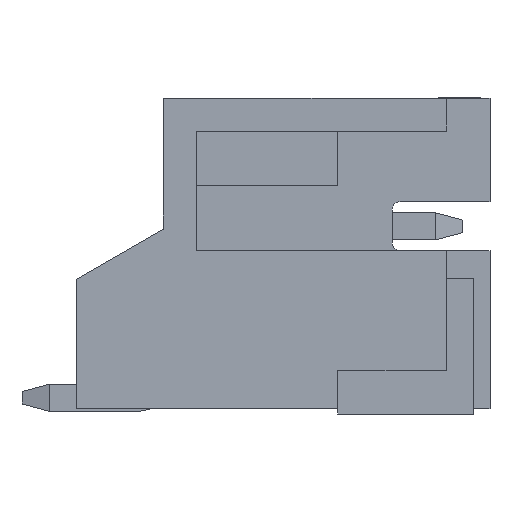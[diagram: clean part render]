
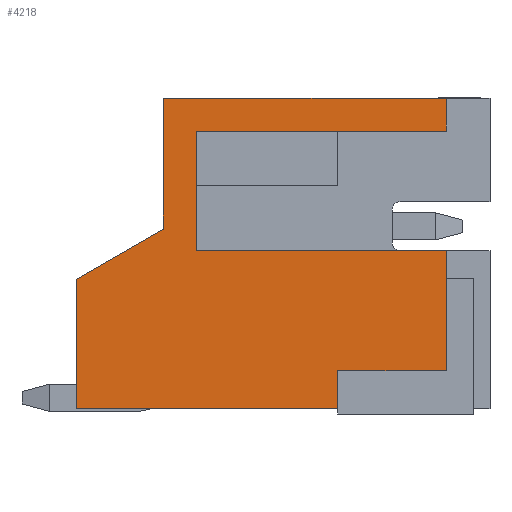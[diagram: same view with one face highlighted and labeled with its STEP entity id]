
A CAD part, left-side view. The second image highlights one B-rep face of the part: STEP entity #4218.
In plain terms, the highlighted planar face has unit normal (-1, 0, 0).
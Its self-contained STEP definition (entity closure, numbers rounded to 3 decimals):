
#51 = CARTESIAN_POINT ( 'NONE',  ( -3.95, 0., 0.45 ) ) ;
#98 = CARTESIAN_POINT ( 'NONE',  ( -3.95, -5.2, 0.05 ) ) ;
#422 = PLANE ( 'NONE',  #885 ) ;
#521 = ORIENTED_EDGE ( 'NONE', *, *, #16447, .F. ) ;
#582 = CARTESIAN_POINT ( 'NONE',  ( -3.95, -6., 2.85 ) ) ;
#789 = VERTEX_POINT ( 'NONE', #6663 ) ;
#885 = AXIS2_PLACEMENT_3D ( 'NONE', #10964, #16198, #4475 ) ;
#1447 = DIRECTION ( 'NONE',  ( 0., 0., 1. ) ) ;
#1992 = VERTEX_POINT ( 'NONE', #2602 ) ;
#2042 = ORIENTED_EDGE ( 'NONE', *, *, #6450, .T. ) ;
#2105 = VECTOR ( 'NONE', #6079, 1000. ) ;
#2127 = ORIENTED_EDGE ( 'NONE', *, *, #11737, .F. ) ;
#2356 = LINE ( 'NONE', #4817, #9076 ) ;
#2602 = CARTESIAN_POINT ( 'NONE',  ( -3.95, 1.6, -2.85 ) ) ;
#2655 = CARTESIAN_POINT ( 'NONE',  ( -3.95, -3.2, -2.15 ) ) ;
#3167 = VECTOR ( 'NONE', #9756, 1000. ) ;
#3250 = LINE ( 'NONE', #12476, #15459 ) ;
#3291 = DIRECTION ( 'NONE',  ( 0., 1., 0. ) ) ;
#3717 = VECTOR ( 'NONE', #3291, 1000. ) ;
#4218 = ADVANCED_FACE ( 'NONE', ( #16113 ), #422, .T. ) ;
#4453 = LINE ( 'NONE', #8508, #9543 ) ;
#4475 = DIRECTION ( 'NONE',  ( 0., 0., 1. ) ) ;
#4614 = DIRECTION ( 'NONE',  ( 0., -1., 0. ) ) ;
#4814 = CARTESIAN_POINT ( 'NONE',  ( -3.95, 1.6, -0.474 ) ) ;
#4817 = CARTESIAN_POINT ( 'NONE',  ( -3.95, -6., -2.85 ) ) ;
#5334 = CARTESIAN_POINT ( 'NONE',  ( -3.95, -3.2, -2.85 ) ) ;
#5497 = ORIENTED_EDGE ( 'NONE', *, *, #9849, .T. ) ;
#5508 = EDGE_CURVE ( 'NONE', #15964, #9449, #8527, .T. ) ;
#5715 = VECTOR ( 'NONE', #1447, 1000. ) ;
#5793 = VERTEX_POINT ( 'NONE', #13761 ) ;
#6079 = DIRECTION ( 'NONE',  ( 0., -1., 0. ) ) ;
#6450 = EDGE_CURVE ( 'NONE', #9490, #7302, #14131, .T. ) ;
#6631 = VECTOR ( 'NONE', #12093, 1000. ) ;
#6663 = CARTESIAN_POINT ( 'NONE',  ( -3.95, -5.2, 2.85 ) ) ;
#6796 = EDGE_CURVE ( 'NONE', #7051, #8498, #11792, .T. ) ;
#6827 = LINE ( 'NONE', #12080, #3167 ) ;
#6890 = ORIENTED_EDGE ( 'NONE', *, *, #9863, .T. ) ;
#7051 = VERTEX_POINT ( 'NONE', #2655 ) ;
#7078 = ORIENTED_EDGE ( 'NONE', *, *, #8417, .F. ) ;
#7265 = CARTESIAN_POINT ( 'NONE',  ( -3.95, -5.2, 2.25 ) ) ;
#7298 = CARTESIAN_POINT ( 'NONE',  ( -3.95, -0.6, 2.25 ) ) ;
#7302 = VERTEX_POINT ( 'NONE', #7265 ) ;
#7831 = DIRECTION ( 'NONE',  ( 0., 0., -1. ) ) ;
#7884 = VERTEX_POINT ( 'NONE', #10882 ) ;
#7986 = CARTESIAN_POINT ( 'NONE',  ( -3.95, -0.6, 1.25 ) ) ;
#8175 = ORIENTED_EDGE ( 'NONE', *, *, #13666, .F. ) ;
#8417 = EDGE_CURVE ( 'NONE', #9490, #15855, #13330, .T. ) ;
#8498 = VERTEX_POINT ( 'NONE', #14872 ) ;
#8508 = CARTESIAN_POINT ( 'NONE',  ( -3.95, -5.2, -2.85 ) ) ;
#8527 = LINE ( 'NONE', #4814, #6631 ) ;
#8689 = DIRECTION ( 'NONE',  ( 0., 1., 0. ) ) ;
#8885 = VECTOR ( 'NONE', #15527, 1000. ) ;
#9076 = VECTOR ( 'NONE', #8689, 1000. ) ;
#9235 = VERTEX_POINT ( 'NONE', #98 ) ;
#9325 = EDGE_CURVE ( 'NONE', #5793, #1992, #2356, .T. ) ;
#9449 = VERTEX_POINT ( 'NONE', #12581 ) ;
#9462 = ORIENTED_EDGE ( 'NONE', *, *, #5508, .T. ) ;
#9490 = VERTEX_POINT ( 'NONE', #7298 ) ;
#9543 = VECTOR ( 'NONE', #13676, 1000. ) ;
#9756 = DIRECTION ( 'NONE',  ( 0., 0., -1. ) ) ;
#9849 = EDGE_CURVE ( 'NONE', #9449, #1992, #6827, .T. ) ;
#9863 = EDGE_CURVE ( 'NONE', #789, #7884, #12257, .T. ) ;
#10054 = LINE ( 'NONE', #12305, #16507 ) ;
#10546 = EDGE_CURVE ( 'NONE', #5793, #7051, #14503, .T. ) ;
#10882 = CARTESIAN_POINT ( 'NONE',  ( -3.95, 0., 2.85 ) ) ;
#10964 = CARTESIAN_POINT ( 'NONE',  ( -3.95, -6., -2.85 ) ) ;
#11086 = LINE ( 'NONE', #13826, #15844 ) ;
#11737 = EDGE_CURVE ( 'NONE', #789, #7302, #4453, .T. ) ;
#11792 = LINE ( 'NONE', #14032, #8885 ) ;
#12080 = CARTESIAN_POINT ( 'NONE',  ( -3.95, 1.6, -2.85 ) ) ;
#12093 = DIRECTION ( 'NONE',  ( 0., 0.866, -0.5 ) ) ;
#12257 = LINE ( 'NONE', #582, #3717 ) ;
#12298 = ORIENTED_EDGE ( 'NONE', *, *, #14145, .F. ) ;
#12305 = CARTESIAN_POINT ( 'NONE',  ( -3.95, -5.2, -2.85 ) ) ;
#12476 = CARTESIAN_POINT ( 'NONE',  ( -3.95, 0., -2.85 ) ) ;
#12566 = DIRECTION ( 'NONE',  ( 0., 0., -1. ) ) ;
#12581 = CARTESIAN_POINT ( 'NONE',  ( -3.95, 1.6, -0.474 ) ) ;
#12666 = ORIENTED_EDGE ( 'NONE', *, *, #9325, .F. ) ;
#12783 = CARTESIAN_POINT ( 'NONE',  ( -3.95, -3.2, 2.25 ) ) ;
#13203 = ORIENTED_EDGE ( 'NONE', *, *, #6796, .T. ) ;
#13330 = LINE ( 'NONE', #7986, #15504 ) ;
#13526 = CARTESIAN_POINT ( 'NONE',  ( -3.95, -0.6, 0.05 ) ) ;
#13666 = EDGE_CURVE ( 'NONE', #9235, #8498, #10054, .T. ) ;
#13676 = DIRECTION ( 'NONE',  ( 0., 0., -1. ) ) ;
#13761 = CARTESIAN_POINT ( 'NONE',  ( -3.95, -3.2, -2.85 ) ) ;
#13826 = CARTESIAN_POINT ( 'NONE',  ( -3.95, -3.2, 0.05 ) ) ;
#14032 = CARTESIAN_POINT ( 'NONE',  ( -3.95, -3.2, -2.15 ) ) ;
#14131 = LINE ( 'NONE', #12783, #2105 ) ;
#14145 = EDGE_CURVE ( 'NONE', #15964, #7884, #3250, .T. ) ;
#14503 = LINE ( 'NONE', #5334, #5715 ) ;
#14872 = CARTESIAN_POINT ( 'NONE',  ( -3.95, -5.2, -2.15 ) ) ;
#14957 = DIRECTION ( 'NONE',  ( 0., 0., 1. ) ) ;
#15459 = VECTOR ( 'NONE', #14957, 1000. ) ;
#15504 = VECTOR ( 'NONE', #7831, 1000. ) ;
#15527 = DIRECTION ( 'NONE',  ( 0., -1., 0. ) ) ;
#15844 = VECTOR ( 'NONE', #4614, 1000. ) ;
#15855 = VERTEX_POINT ( 'NONE', #13526 ) ;
#15964 = VERTEX_POINT ( 'NONE', #51 ) ;
#16113 = FACE_OUTER_BOUND ( 'NONE', #16345, .T. ) ;
#16198 = DIRECTION ( 'NONE',  ( -1., 0., 0. ) ) ;
#16280 = ORIENTED_EDGE ( 'NONE', *, *, #10546, .T. ) ;
#16345 = EDGE_LOOP ( 'NONE', ( #12666, #16280, #13203, #8175, #521, #7078, #2042, #2127, #6890, #12298, #9462, #5497 ) ) ;
#16447 = EDGE_CURVE ( 'NONE', #15855, #9235, #11086, .T. ) ;
#16507 = VECTOR ( 'NONE', #12566, 1000. ) ;
